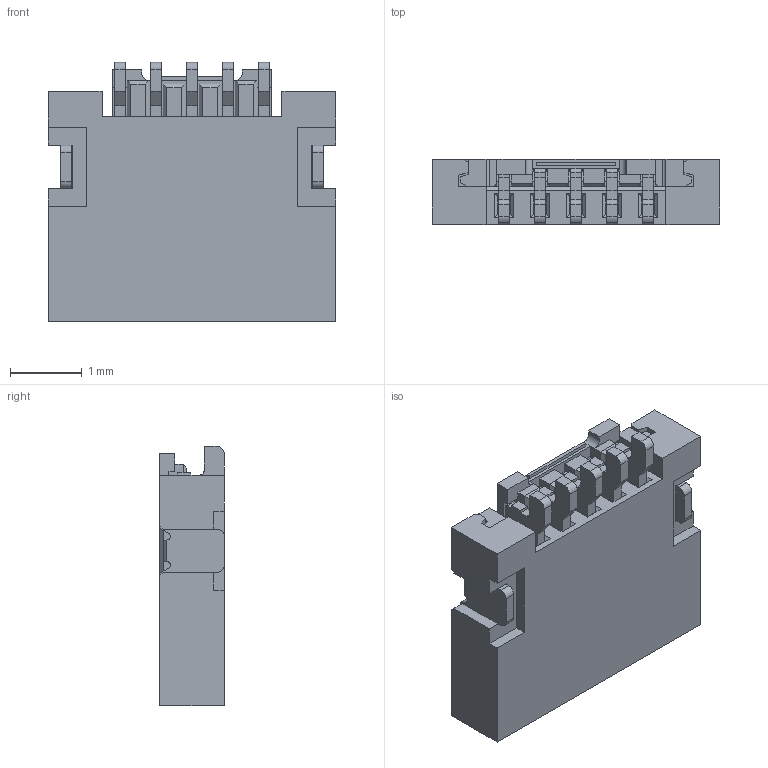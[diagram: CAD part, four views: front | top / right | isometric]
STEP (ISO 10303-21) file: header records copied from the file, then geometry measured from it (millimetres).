
FILE_DESCRIPTION((''),'2;1');
FILE_NAME('59453-051110ECLF_ASM','2008-07-09T',('FujiwarE'),(''),'PRO/ENGINEER BY PARAMETRIC TECHNOLOGY CORPORATION, 2008010','PRO/ENGINEER BY PARAMETRIC TECHNOLOGY CORPORATION, 2008010','');
FILE_SCHEMA(('CONFIG_CONTROL_DESIGN'));
Length unit declared in the file: millimetre
Products named in the file (5): HSG_D5P; CONTACT_D_S; TAB; ACT_D5P; 59453-051110ECLF_ASM
Assembly tree (9 placements, depth 2):
  59453-051110ECLF_ASM
    HSG_D5P
    CONTACT_D_S  x5
    TAB  x2
    ACT_D5P
Bounding box: 4 x 0.9 x 3.6 mm (x, y, z)
Volume: 8.2 mm3; surface area: 98.6 mm2
Topology: 9 solids, 9 shells, 686 faces, 1938 edges, 1255 vertices
Faces by surface type: plane 603, cylinder 83
Entity records: 14840 total; most frequent: CARTESIAN_POINT 2674, ORIENTED_EDGE 2616, DIRECTION 2312, EDGE_CURVE 1308, VECTOR 1240, LINE 1240, VERTEX_POINT 835, AXIS2_PLACEMENT_3D 536
